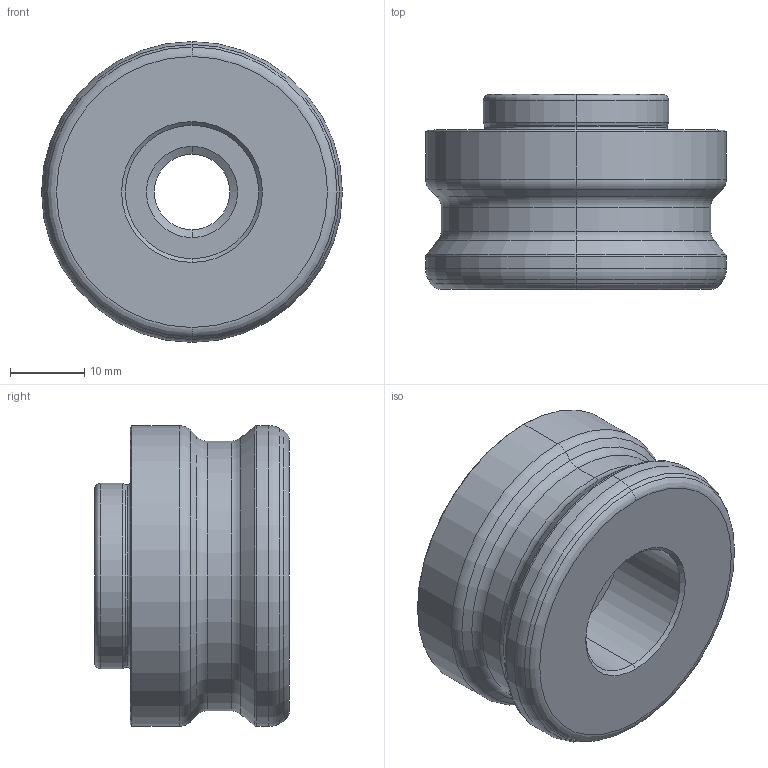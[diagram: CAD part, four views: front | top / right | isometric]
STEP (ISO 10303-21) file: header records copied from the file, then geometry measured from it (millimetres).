
FILE_DESCRIPTION (( 'STEP AP203' ), '1' );
FILE_NAME ('STARK_8000 302_A.STEP', '2015-05-26T09:03:24', ( '' ), ( '' ), 'SwSTEP 2.0', 'SolidWorks 2015', '' );
FILE_SCHEMA (( 'CONFIG_CONTROL_DESIGN' ));
Length unit declared in the file: millimetre
Products named in the file (1): STARK_8000 302_A
Bounding box: 40.6 x 26.3 x 40.6 mm (x, y, z)
Volume: 23829.1 mm3; surface area: 6541.4 mm2
Topology: 1 solids, 1 shells, 56 faces, 114 edges, 62 vertices
Faces by surface type: torus 20, cone 18, cylinder 14, plane 4
Entity records: 1545 total; most frequent: DIRECTION 310, CARTESIAN_POINT 233, ORIENTED_EDGE 228, AXIS2_PLACEMENT_3D 139, EDGE_CURVE 114, CIRCLE 82, VERTEX_POINT 62, EDGE_LOOP 60
